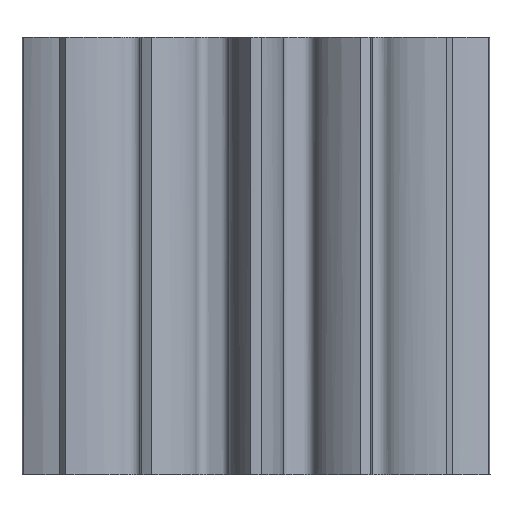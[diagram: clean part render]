
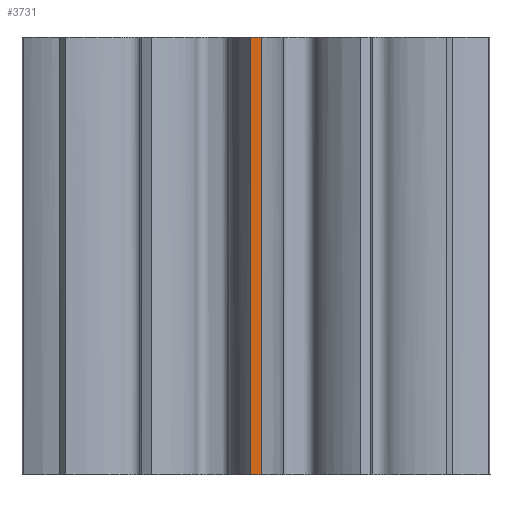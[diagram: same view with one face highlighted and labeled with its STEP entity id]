
A CAD part, left-side view. The second image highlights one B-rep face of the part: STEP entity #3731.
In plain terms, the highlighted cylindrical face has radius 10.229 mm (diameter 20.458 mm), a partial arc.
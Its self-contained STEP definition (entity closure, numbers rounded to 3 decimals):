
#98 = ORIENTED_EDGE ( 'NONE', *, *, #1856, .F. ) ;
#438 = EDGE_CURVE ( 'NONE', #1502, #1069, #3962, .T. ) ;
#538 = ORIENTED_EDGE ( 'NONE', *, *, #438, .F. ) ;
#887 = AXIS2_PLACEMENT_3D ( 'NONE', #4907, #4431, #2889 ) ;
#1069 = VERTEX_POINT ( 'NONE', #1609 ) ;
#1147 = DIRECTION ( 'NONE',  ( 0., 0., 1. ) ) ;
#1367 = EDGE_CURVE ( 'NONE', #4338, #1069, #3699, .T. ) ;
#1502 = VERTEX_POINT ( 'NONE', #6500 ) ;
#1604 = DIRECTION ( 'NONE',  ( 0., 0., -1. ) ) ;
#1609 = CARTESIAN_POINT ( 'NONE',  ( -10.226, -0.242, -9.525 ) ) ;
#1856 = EDGE_CURVE ( 'NONE', #1994, #1502, #3779, .T. ) ;
#1983 = CARTESIAN_POINT ( 'NONE',  ( -10.226, 0.242, 9.525 ) ) ;
#1994 = VERTEX_POINT ( 'NONE', #1983 ) ;
#2234 = FACE_OUTER_BOUND ( 'NONE', #6651, .T. ) ;
#2581 = LINE ( 'NONE', #3138, #5334 ) ;
#2717 = DIRECTION ( 'NONE',  ( 1., 0., 0. ) ) ;
#2755 = AXIS2_PLACEMENT_3D ( 'NONE', #6325, #1147, #6281 ) ;
#2822 = ORIENTED_EDGE ( 'NONE', *, *, #1367, .T. ) ;
#2889 = DIRECTION ( 'NONE',  ( 1., 0., 0. ) ) ;
#3136 = VECTOR ( 'NONE', #1604, 1000. ) ;
#3138 = CARTESIAN_POINT ( 'NONE',  ( -10.226, 0.242, 9.525 ) ) ;
#3166 = CARTESIAN_POINT ( 'NONE',  ( 0., 0., 0. ) ) ;
#3526 = AXIS2_PLACEMENT_3D ( 'NONE', #3166, #4629, #2717 ) ;
#3699 = CIRCLE ( 'NONE', #887, 10.229 ) ;
#3731 = ADVANCED_FACE ( 'NONE', ( #2234 ), #5797, .T. ) ;
#3779 = CIRCLE ( 'NONE', #2755, 10.229 ) ;
#3962 = LINE ( 'NONE', #6226, #3136 ) ;
#4338 = VERTEX_POINT ( 'NONE', #6118 ) ;
#4431 = DIRECTION ( 'NONE',  ( 0., 0., 1. ) ) ;
#4629 = DIRECTION ( 'NONE',  ( 0., 0., 1. ) ) ;
#4726 = DIRECTION ( 'NONE',  ( 0., 0., -1. ) ) ;
#4907 = CARTESIAN_POINT ( 'NONE',  ( 0., 0., -9.525 ) ) ;
#5264 = ORIENTED_EDGE ( 'NONE', *, *, #5850, .T. ) ;
#5334 = VECTOR ( 'NONE', #4726, 1000. ) ;
#5797 = CYLINDRICAL_SURFACE ( 'NONE', #3526, 10.229 ) ;
#5850 = EDGE_CURVE ( 'NONE', #1994, #4338, #2581, .T. ) ;
#6118 = CARTESIAN_POINT ( 'NONE',  ( -10.226, 0.242, -9.525 ) ) ;
#6226 = CARTESIAN_POINT ( 'NONE',  ( -10.226, -0.242, 9.525 ) ) ;
#6281 = DIRECTION ( 'NONE',  ( 1., 0., 0. ) ) ;
#6325 = CARTESIAN_POINT ( 'NONE',  ( 0., 0., 9.525 ) ) ;
#6500 = CARTESIAN_POINT ( 'NONE',  ( -10.226, -0.242, 9.525 ) ) ;
#6651 = EDGE_LOOP ( 'NONE', ( #5264, #2822, #538, #98 ) ) ;
